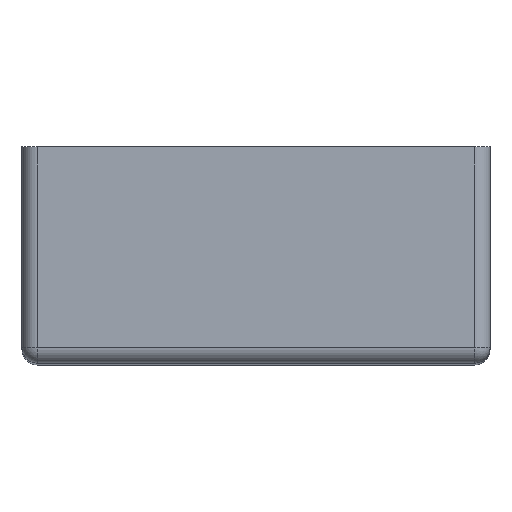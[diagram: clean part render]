
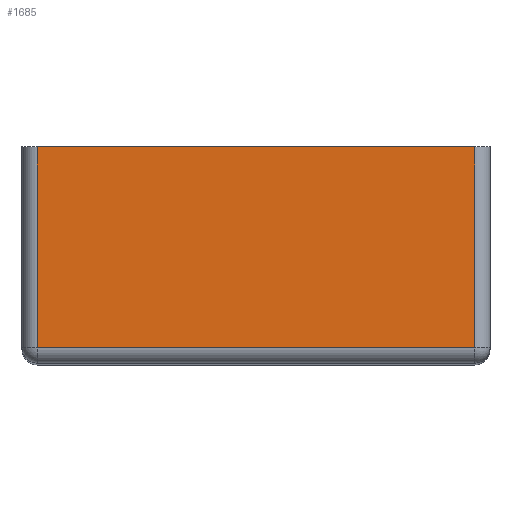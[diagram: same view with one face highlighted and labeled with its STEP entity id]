
A CAD part, top view. The second image highlights one B-rep face of the part: STEP entity #1685.
In plain terms, the highlighted planar face has unit normal (0, 0, 1).
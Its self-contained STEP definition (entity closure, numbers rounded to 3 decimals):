
#97=PLANE('',#1858);
#192=FACE_OUTER_BOUND('',#306,.T.);
#306=EDGE_LOOP('',(#1554,#1555,#1556,#1557));
#466=LINE('',#2798,#636);
#469=LINE('',#2806,#639);
#472=LINE('',#2813,#642);
#477=LINE('',#2825,#647);
#636=VECTOR('',#2312,10.);
#639=VECTOR('',#2321,10.);
#642=VECTOR('',#2328,10.);
#647=VECTOR('',#2345,10.);
#847=VERTEX_POINT('',#2769);
#852=VERTEX_POINT('',#2790);
#856=VERTEX_POINT('',#2804);
#857=VERTEX_POINT('',#2809);
#1079=EDGE_CURVE('',#852,#847,#466,.T.);
#1083=EDGE_CURVE('',#856,#852,#469,.T.);
#1087=EDGE_CURVE('',#847,#857,#472,.T.);
#1093=EDGE_CURVE('',#857,#856,#477,.T.);
#1554=ORIENTED_EDGE('',*,*,#1083,.F.);
#1555=ORIENTED_EDGE('',*,*,#1093,.F.);
#1556=ORIENTED_EDGE('',*,*,#1087,.F.);
#1557=ORIENTED_EDGE('',*,*,#1079,.F.);
#1685=ADVANCED_FACE('',(#192),#97,.T.);
#1858=AXIS2_PLACEMENT_3D('',#2826,#2346,#2347);
#2312=DIRECTION('',(-1.,0.,0.));
#2321=DIRECTION('',(0.,-1.,0.));
#2328=DIRECTION('',(0.,1.,0.));
#2345=DIRECTION('',(1.,0.,0.));
#2346=DIRECTION('center_axis',(0.,0.,1.));
#2347=DIRECTION('ref_axis',(1.,0.,0.));
#2769=CARTESIAN_POINT('',(-28.3,-25.,93.5));
#2790=CARTESIAN_POINT('',(28.3,-25.,93.5));
#2798=CARTESIAN_POINT('',(-15.15,-25.,93.5));
#2804=CARTESIAN_POINT('',(28.3,1.,93.5));
#2806=CARTESIAN_POINT('',(28.3,-27.,93.5));
#2809=CARTESIAN_POINT('',(-28.3,1.,93.5));
#2813=CARTESIAN_POINT('',(-28.3,-27.,93.5));
#2825=CARTESIAN_POINT('',(-30.3,1.,93.5));
#2826=CARTESIAN_POINT('Origin',(-30.3,-27.,93.5));
